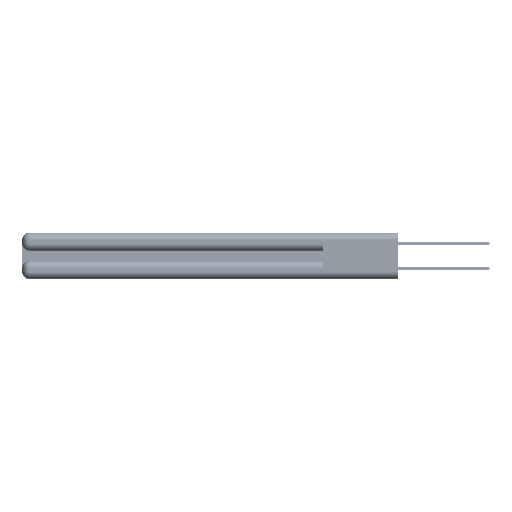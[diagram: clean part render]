
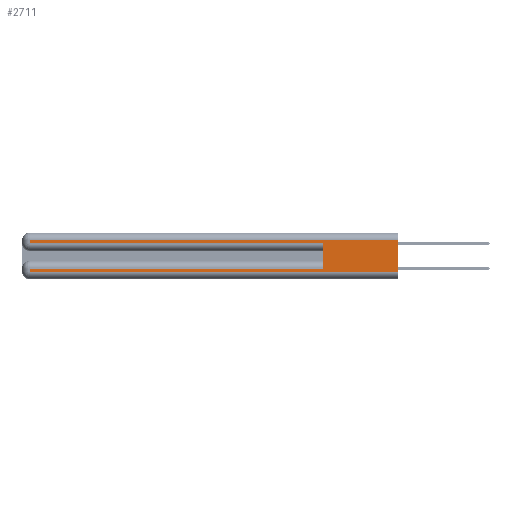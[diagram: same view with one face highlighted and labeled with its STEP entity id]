
A CAD part, left-side view. The second image highlights one B-rep face of the part: STEP entity #2711.
In plain terms, the highlighted planar face has unit normal (-1, 0, 0).
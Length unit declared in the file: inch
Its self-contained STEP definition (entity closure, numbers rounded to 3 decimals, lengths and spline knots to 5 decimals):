
#154 = DIRECTION ( 'NONE',  ( 0., 0., 1. ) ) ;
#381 = DIRECTION ( 'NONE',  ( 0., 0., -1. ) ) ;
#936 = ORIENTED_EDGE ( 'NONE', *, *, #55125, .T. ) ;
#1832 = DIRECTION ( 'NONE',  ( 0., -1., 0. ) ) ;
#2416 = LINE ( 'NONE', #47379, #23975 ) ;
#2711 = ADVANCED_FACE ( 'NONE', ( #48799 ), #47600, .F. ) ;
#2734 = VERTEX_POINT ( 'NONE', #30706 ) ;
#3830 = VECTOR ( 'NONE', #5113, 39.37008 ) ;
#4886 = VECTOR ( 'NONE', #1832, 39.37008 ) ;
#5113 = DIRECTION ( 'NONE',  ( 0., 1., 0. ) ) ;
#5769 = DIRECTION ( 'NONE',  ( 0., 0., -1. ) ) ;
#6559 = LINE ( 'NONE', #12845, #19385 ) ;
#8999 = ORIENTED_EDGE ( 'NONE', *, *, #16001, .F. ) ;
#9587 = VECTOR ( 'NONE', #24216, 39.37008 ) ;
#10060 = EDGE_CURVE ( 'NONE', #41138, #35083, #6559, .T. ) ;
#12136 = VERTEX_POINT ( 'NONE', #26763 ) ;
#12845 = CARTESIAN_POINT ( 'NONE',  ( 0., 0., 0.31 ) ) ;
#13043 = VERTEX_POINT ( 'NONE', #19505 ) ;
#13710 = ORIENTED_EDGE ( 'NONE', *, *, #49191, .T. ) ;
#14633 = CARTESIAN_POINT ( 'NONE',  ( 0., 0., 0.285 ) ) ;
#16001 = EDGE_CURVE ( 'NONE', #48976, #2734, #2416, .T. ) ;
#16606 = LINE ( 'NONE', #47984, #3830 ) ;
#16705 = CARTESIAN_POINT ( 'NONE',  ( 0., 0.6, 0.085 ) ) ;
#17249 = LINE ( 'NONE', #18583, #50223 ) ;
#18456 = ORIENTED_EDGE ( 'NONE', *, *, #33594, .T. ) ;
#18583 = CARTESIAN_POINT ( 'NONE',  ( 0., 2.94, 0.37 ) ) ;
#18635 = CARTESIAN_POINT ( 'NONE',  ( 0., 0., 0.06 ) ) ;
#19385 = VECTOR ( 'NONE', #47262, 39.37008 ) ;
#19505 = CARTESIAN_POINT ( 'NONE',  ( 0., 0., 0.06 ) ) ;
#21138 = EDGE_CURVE ( 'NONE', #35083, #12136, #50611, .T. ) ;
#21841 = LINE ( 'NONE', #18635, #54804 ) ;
#23435 = VERTEX_POINT ( 'NONE', #45262 ) ;
#23975 = VECTOR ( 'NONE', #154, 39.37008 ) ;
#24048 = CARTESIAN_POINT ( 'NONE',  ( 0., 2.94, 0.06 ) ) ;
#24216 = DIRECTION ( 'NONE',  ( 0., 0., -1. ) ) ;
#26214 = DIRECTION ( 'NONE',  ( 1., 0., 0. ) ) ;
#26763 = CARTESIAN_POINT ( 'NONE',  ( 0., 2.94, 0.285 ) ) ;
#27818 = LINE ( 'NONE', #14633, #4886 ) ;
#28498 = ORIENTED_EDGE ( 'NONE', *, *, #49355, .F. ) ;
#29181 = CARTESIAN_POINT ( 'NONE',  ( 0., 2.94, 0.37 ) ) ;
#30706 = CARTESIAN_POINT ( 'NONE',  ( 0., 0.6, 0.285 ) ) ;
#33594 = EDGE_CURVE ( 'NONE', #23435, #45912, #17249, .T. ) ;
#35083 = VERTEX_POINT ( 'NONE', #37802 ) ;
#35966 = DIRECTION ( 'NONE',  ( 0., -1., 0. ) ) ;
#37802 = CARTESIAN_POINT ( 'NONE',  ( 0., 2.94, 0.31 ) ) ;
#38968 = CARTESIAN_POINT ( 'NONE',  ( 0., 0., 0.37 ) ) ;
#40781 = EDGE_LOOP ( 'NONE', ( #28498, #51354, #42631, #13710, #8999, #48714, #18456, #936 ) ) ;
#41138 = VERTEX_POINT ( 'NONE', #55154 ) ;
#42145 = DIRECTION ( 'NONE',  ( 0., 0., -1. ) ) ;
#42576 = LINE ( 'NONE', #54292, #9587 ) ;
#42631 = ORIENTED_EDGE ( 'NONE', *, *, #21138, .T. ) ;
#44295 = VECTOR ( 'NONE', #42145, 39.37008 ) ;
#45262 = CARTESIAN_POINT ( 'NONE',  ( 0., 2.94, 0.085 ) ) ;
#45912 = VERTEX_POINT ( 'NONE', #24048 ) ;
#47262 = DIRECTION ( 'NONE',  ( 0., 1., 0. ) ) ;
#47379 = CARTESIAN_POINT ( 'NONE',  ( 0., 0.6, 0.145 ) ) ;
#47600 = PLANE ( 'NONE',  #48672 ) ;
#47984 = CARTESIAN_POINT ( 'NONE',  ( 0., 0., 0.085 ) ) ;
#48672 = AXIS2_PLACEMENT_3D ( 'NONE', #38968, #26214, #381 ) ;
#48714 = ORIENTED_EDGE ( 'NONE', *, *, #52638, .T. ) ;
#48799 = FACE_OUTER_BOUND ( 'NONE', #40781, .T. ) ;
#48976 = VERTEX_POINT ( 'NONE', #16705 ) ;
#49191 = EDGE_CURVE ( 'NONE', #12136, #2734, #27818, .T. ) ;
#49355 = EDGE_CURVE ( 'NONE', #41138, #13043, #42576, .T. ) ;
#50223 = VECTOR ( 'NONE', #5769, 39.37008 ) ;
#50611 = LINE ( 'NONE', #29181, #44295 ) ;
#51354 = ORIENTED_EDGE ( 'NONE', *, *, #10060, .T. ) ;
#52638 = EDGE_CURVE ( 'NONE', #48976, #23435, #16606, .T. ) ;
#54292 = CARTESIAN_POINT ( 'NONE',  ( 0., 0., 0.37 ) ) ;
#54804 = VECTOR ( 'NONE', #35966, 39.37008 ) ;
#55125 = EDGE_CURVE ( 'NONE', #45912, #13043, #21841, .T. ) ;
#55154 = CARTESIAN_POINT ( 'NONE',  ( 0., 0., 0.31 ) ) ;
